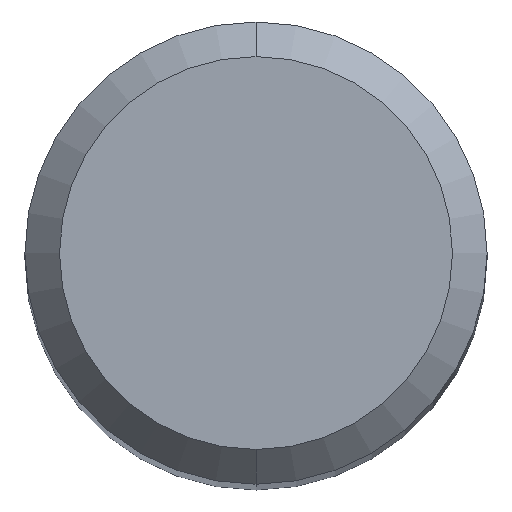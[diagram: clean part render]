
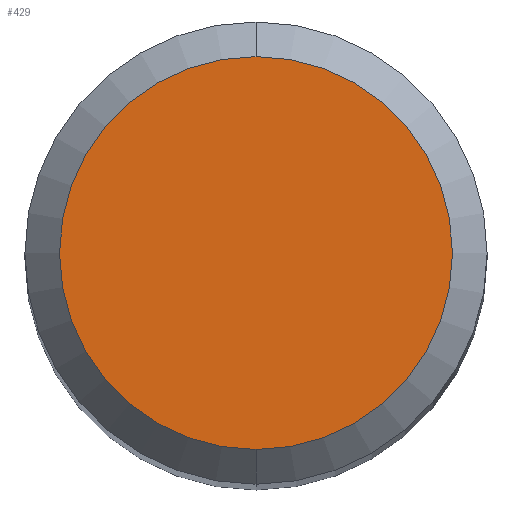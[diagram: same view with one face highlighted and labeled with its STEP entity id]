
A CAD part, top view. The second image highlights one B-rep face of the part: STEP entity #429.
In plain terms, the highlighted planar face has unit normal (0, 0, 1).
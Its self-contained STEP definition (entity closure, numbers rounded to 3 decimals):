
#185=VERTEX_POINT('',#494);
#299=VERTEX_POINT('',#618);
#353=EDGE_CURVE('',#299,#185,#678,.T.);
#429=ADVANCED_FACE('',(#761),#762,.T.);
#439=EDGE_CURVE('',#185,#299,#773,.T.);
#494=CARTESIAN_POINT('',(0.,-1.7,0.0));
#618=CARTESIAN_POINT('',(0.0,1.7,0.0));
#678=CIRCLE('',#1155,1.7);
#761=FACE_OUTER_BOUND('',#1380,.T.);
#762=PLANE('',#1381);
#773=CIRCLE('',#1400,1.7);
#1155=AXIS2_PLACEMENT_3D('',#1669,#1670,#1671);
#1380=EDGE_LOOP('',(#1754,#1755));
#1381=AXIS2_PLACEMENT_3D('',#1756,#1757,#1758);
#1400=AXIS2_PLACEMENT_3D('',#1768,#1769,#1770);
#1669=CARTESIAN_POINT('',(0.0,0.0,0.0));
#1670=DIRECTION('',(0.0,0.0,-1.0));
#1671=DIRECTION('',(0.0,1.0,0.0));
#1754=ORIENTED_EDGE('',*,*,#353,.F.);
#1755=ORIENTED_EDGE('',*,*,#439,.F.);
#1756=CARTESIAN_POINT('',(0.0,0.85,0.0));
#1757=DIRECTION('',(-0.0,0.0,1.0));
#1758=DIRECTION('',(0.0,-1.0,0.0));
#1768=CARTESIAN_POINT('',(0.0,0.0,0.0));
#1769=DIRECTION('',(0.0,0.0,-1.0));
#1770=DIRECTION('',(0.0,1.0,0.0));
